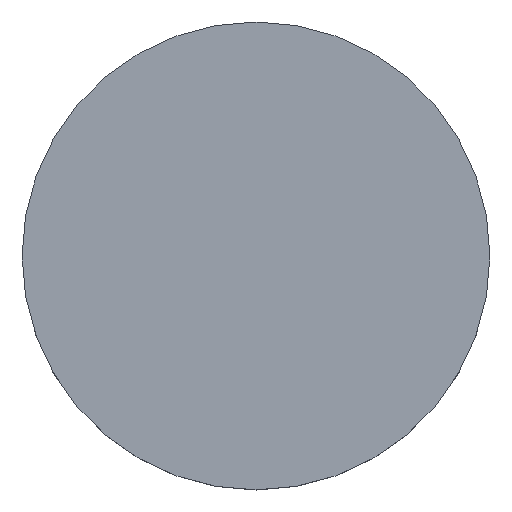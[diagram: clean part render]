
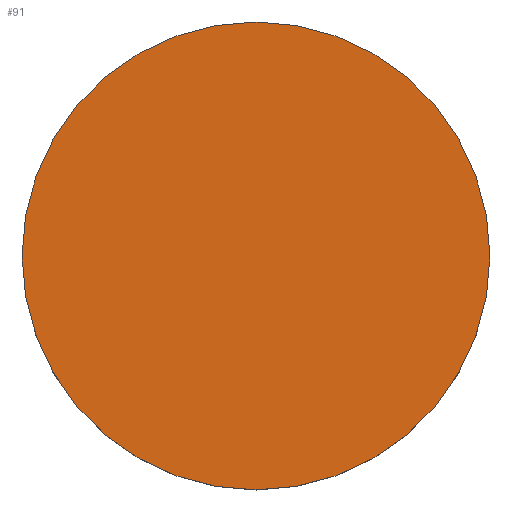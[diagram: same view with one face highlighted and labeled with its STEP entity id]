
A CAD part, top view. The second image highlights one B-rep face of the part: STEP entity #91.
In plain terms, the highlighted planar face has unit normal (0, 0, 1).
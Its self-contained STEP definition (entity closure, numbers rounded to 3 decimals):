
#2 = AXIS2_PLACEMENT_3D ( 'NONE', #174, #160, #49 ) ;
#27 = DIRECTION ( 'NONE',  ( 1., 0., 0. ) ) ;
#34 = AXIS2_PLACEMENT_3D ( 'NONE', #145, #142, #127 ) ;
#49 = DIRECTION ( 'NONE',  ( 1., 0., 0. ) ) ;
#70 = CIRCLE ( 'NONE', #132, 12.7 ) ;
#82 = CARTESIAN_POINT ( 'NONE',  ( 0., 0., 3.2 ) ) ;
#91 = ADVANCED_FACE ( 'NONE', ( #197 ), #123, .T. ) ;
#104 = EDGE_CURVE ( 'NONE', #190, #192, #159, .T. ) ;
#123 = PLANE ( 'NONE',  #2 ) ;
#127 = DIRECTION ( 'NONE',  ( 1., 0., 0. ) ) ;
#132 = AXIS2_PLACEMENT_3D ( 'NONE', #82, #207, #27 ) ;
#142 = DIRECTION ( 'NONE',  ( 0., 0., -1. ) ) ;
#145 = CARTESIAN_POINT ( 'NONE',  ( 0., 0., 3.2 ) ) ;
#150 = EDGE_LOOP ( 'NONE', ( #210, #175 ) ) ;
#159 = CIRCLE ( 'NONE', #34, 12.7 ) ;
#160 = DIRECTION ( 'NONE',  ( 0., 0., 1. ) ) ;
#174 = CARTESIAN_POINT ( 'NONE',  ( 0., 26.112, 3.2 ) ) ;
#175 = ORIENTED_EDGE ( 'NONE', *, *, #203, .F. ) ;
#179 = CARTESIAN_POINT ( 'NONE',  ( -12.7, 0., 3.2 ) ) ;
#190 = VERTEX_POINT ( 'NONE', #201 ) ;
#192 = VERTEX_POINT ( 'NONE', #179 ) ;
#197 = FACE_OUTER_BOUND ( 'NONE', #150, .T. ) ;
#201 = CARTESIAN_POINT ( 'NONE',  ( 12.7, 0., 3.2 ) ) ;
#203 = EDGE_CURVE ( 'NONE', #192, #190, #70, .T. ) ;
#207 = DIRECTION ( 'NONE',  ( 0., 0., -1. ) ) ;
#210 = ORIENTED_EDGE ( 'NONE', *, *, #104, .F. ) ;
